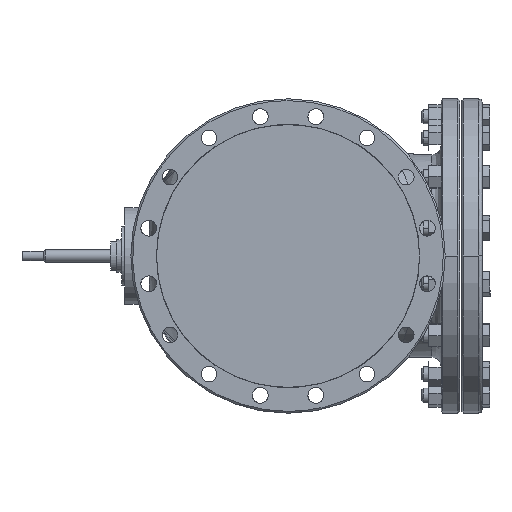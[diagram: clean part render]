
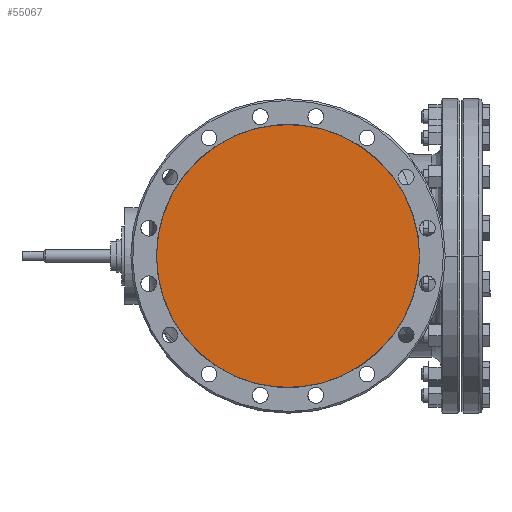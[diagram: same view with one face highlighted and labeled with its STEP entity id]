
A CAD part, left-side view. The second image highlights one B-rep face of the part: STEP entity #55067.
In plain terms, the highlighted planar face has unit normal (-1, 0, 0).
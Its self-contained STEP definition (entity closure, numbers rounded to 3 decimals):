
#79 = DIRECTION ( 'NONE',  ( 1., 0., 0. ) ) ;
#1745 = CARTESIAN_POINT ( 'NONE',  ( -393.5, -188.753, -109. ) ) ;
#3663 = CARTESIAN_POINT ( 'NONE',  ( -393.5, -195.496, 96.385 ) ) ;
#6729 = CARTESIAN_POINT ( 'NONE',  ( -393.5, -28.47, 216.098 ) ) ;
#8552 = CARTESIAN_POINT ( 'NONE',  ( -393.5, 163.862, -143.73 ) ) ;
#9717 = CARTESIAN_POINT ( 'NONE',  ( -393.5, 163.862, 143.73 ) ) ;
#10855 = EDGE_LOOP ( 'NONE', ( #84391, #47957 ) ) ;
#11503 = CARTESIAN_POINT ( 'NONE',  ( -393.5, -28.47, -216.098 ) ) ;
#12794 = CARTESIAN_POINT ( 'NONE',  ( -393.5, 202.034, -73.534 ) ) ;
#14475 = CARTESIAN_POINT ( 'NONE',  ( -393.5, -195.496, -96.385 ) ) ;
#16413 = CARTESIAN_POINT ( 'NONE',  ( -393.5, -188.753, 109. ) ) ;
#16636 = VERTEX_POINT ( 'NONE', #63856 ) ;
#17685 = VERTEX_POINT ( 'NONE', #43847 ) ;
#19401 = CARTESIAN_POINT ( 'NONE',  ( -393.5, -14.235, 217.5 ) ) ;
#21188 = CARTESIAN_POINT ( 'NONE',  ( -393.5, 143.73, -163.862 ) ) ;
#22382 = CARTESIAN_POINT ( 'NONE',  ( -393.5, 172.936, 132.673 ) ) ;
#24212 = CARTESIAN_POINT ( 'NONE',  ( -393.5, -56.394, -210.544 ) ) ;
#25551 = PLANE ( 'NONE',  #79931 ) ;
#27265 = CARTESIAN_POINT ( 'NONE',  ( -393.5, -206.391, -70.082 ) ) ;
#29183 = CARTESIAN_POINT ( 'NONE',  ( -393.5, -172.936, 132.673 ) ) ;
#30978 = CARTESIAN_POINT ( 'NONE',  ( -393.5, 217.5, 0. ) ) ;
#32169 = CARTESIAN_POINT ( 'NONE',  ( -393.5, 14.235, 217.5 ) ) ;
#33970 = CARTESIAN_POINT ( 'NONE',  ( -393.5, 132.673, -172.936 ) ) ;
#35187 = CARTESIAN_POINT ( 'NONE',  ( -393.5, 188.753, 109. ) ) ;
#37012 = CARTESIAN_POINT ( 'NONE',  ( -393.5, -70.082, -206.391 ) ) ;
#40000 = CARTESIAN_POINT ( 'NONE',  ( -393.5, -210.544, -56.394 ) ) ;
#41946 = CARTESIAN_POINT ( 'NONE',  ( -393.5, -163.862, 143.73 ) ) ;
#43776 = CARTESIAN_POINT ( 'NONE',  ( -393.5, 217.5, -14.235 ) ) ;
#43847 = CARTESIAN_POINT ( 'NONE',  ( -393.5, -217.5, 0. ) ) ;
#44978 = CARTESIAN_POINT ( 'NONE',  ( -393.5, 28.47, 216.098 ) ) ;
#45216 = EDGE_CURVE ( 'NONE', #16636, #17685, #64138, .T. ) ;
#46808 = CARTESIAN_POINT ( 'NONE',  ( -393.5, 109., -188.753 ) ) ;
#47957 = ORIENTED_EDGE ( 'NONE', *, *, #45216, .F. ) ;
#48010 = CARTESIAN_POINT ( 'NONE',  ( -393.5, 195.496, 96.385 ) ) ;
#49776 = CARTESIAN_POINT ( 'NONE',  ( -393.5, -96.385, -195.496 ) ) ;
#52770 = CARTESIAN_POINT ( 'NONE',  ( -393.5, -216.098, -28.47 ) ) ;
#54239 = FACE_OUTER_BOUND ( 'NONE', #10855, .T. ) ;
#54722 = CARTESIAN_POINT ( 'NONE',  ( -393.5, -143.73, 163.862 ) ) ;
#55067 = ADVANCED_FACE ( 'NONE', ( #54239 ), #25551, .F. ) ;
#56532 = CARTESIAN_POINT ( 'NONE',  ( -393.5, 216.098, -28.47 ) ) ;
#57729 = CARTESIAN_POINT ( 'NONE',  ( -393.5, 56.394, 210.544 ) ) ;
#59533 = CARTESIAN_POINT ( 'NONE',  ( -393.5, 96.385, -195.496 ) ) ;
#60720 = CARTESIAN_POINT ( 'NONE',  ( -393.5, 206.391, 70.082 ) ) ;
#62563 = CARTESIAN_POINT ( 'NONE',  ( -393.5, -109., -188.753 ) ) ;
#63856 = CARTESIAN_POINT ( 'NONE',  ( -393.5, 217.5, 0. ) ) ;
#64138 = B_SPLINE_CURVE_WITH_KNOTS ( 'NONE', 3,
 ( #124369, #98957, #86227, #73498, #60720, #48010, #35187, #22382, #9717, #121378, #108634, #95969, #83217, #70473, #57729, #44978, #32169, #19401, #6729, #118346, #105674, #92963, #80199, #67498, #54722, #41946, #29183, #16413, #3663, #115380, #102686, #89902, #77215, #64487 ),
 .UNSPECIFIED., .F., .F.,
 ( 4, 2, 2, 2, 2, 2, 2, 2, 2, 2, 2, 2, 2, 2, 2, 2, 4 ),
 ( 0., 0.031, 0.063, 0.094, 0.125, 0.156, 0.187, 0.219, 0.25, 0.281, 0.312, 0.344, 0.375, 0.406, 0.438, 0.469, 0.5 ),
 .UNSPECIFIED. ) ;
#64487 = CARTESIAN_POINT ( 'NONE',  ( -393.5, -217.5, 0. ) ) ;
#65589 = CARTESIAN_POINT ( 'NONE',  ( -393.5, -217.5, -14.235 ) ) ;
#67498 = CARTESIAN_POINT ( 'NONE',  ( -393.5, -132.673, 172.936 ) ) ;
#69288 = CARTESIAN_POINT ( 'NONE',  ( -393.5, 210.544, -56.394 ) ) ;
#70473 = CARTESIAN_POINT ( 'NONE',  ( -393.5, 70.082, 206.391 ) ) ;
#70743 = B_SPLINE_CURVE_WITH_KNOTS ( 'NONE', 3,
 ( #78288, #65589, #52770, #40000, #27265, #14475, #1745, #113471, #100756, #88009, #75317, #62563, #49776, #37012, #24212, #11503, #123190, #110459, #97760, #85032, #72295, #59533, #46808, #33970, #21188, #8552, #120175, #107449, #94769, #82018, #69288, #56532, #43776, #30978 ),
 .UNSPECIFIED., .F., .F.,
 ( 4, 2, 2, 2, 2, 2, 2, 2, 2, 2, 2, 2, 2, 2, 2, 2, 4 ),
 ( 0.5, 0.531, 0.563, 0.594, 0.625, 0.656, 0.688, 0.719, 0.75, 0.781, 0.813, 0.844, 0.875, 0.906, 0.938, 0.969, 1. ),
 .UNSPECIFIED. ) ;
#72295 = CARTESIAN_POINT ( 'NONE',  ( -393.5, 70.082, -206.391 ) ) ;
#73498 = CARTESIAN_POINT ( 'NONE',  ( -393.5, 210.544, 56.394 ) ) ;
#75317 = CARTESIAN_POINT ( 'NONE',  ( -393.5, -132.673, -172.936 ) ) ;
#77215 = CARTESIAN_POINT ( 'NONE',  ( -393.5, -217.5, 14.235 ) ) ;
#78288 = CARTESIAN_POINT ( 'NONE',  ( -393.5, -217.5, 0. ) ) ;
#79931 = AXIS2_PLACEMENT_3D ( 'NONE', #12794, #79, #111779 ) ;
#80199 = CARTESIAN_POINT ( 'NONE',  ( -393.5, -109., 188.753 ) ) ;
#82018 = CARTESIAN_POINT ( 'NONE',  ( -393.5, 206.391, -70.082 ) ) ;
#83217 = CARTESIAN_POINT ( 'NONE',  ( -393.5, 96.385, 195.496 ) ) ;
#84391 = ORIENTED_EDGE ( 'NONE', *, *, #115665, .F. ) ;
#85032 = CARTESIAN_POINT ( 'NONE',  ( -393.5, 56.394, -210.544 ) ) ;
#86227 = CARTESIAN_POINT ( 'NONE',  ( -393.5, 216.098, 28.47 ) ) ;
#88009 = CARTESIAN_POINT ( 'NONE',  ( -393.5, -143.73, -163.862 ) ) ;
#89902 = CARTESIAN_POINT ( 'NONE',  ( -393.5, -216.098, 28.47 ) ) ;
#92963 = CARTESIAN_POINT ( 'NONE',  ( -393.5, -96.385, 195.496 ) ) ;
#94769 = CARTESIAN_POINT ( 'NONE',  ( -393.5, 195.496, -96.385 ) ) ;
#95969 = CARTESIAN_POINT ( 'NONE',  ( -393.5, 109., 188.753 ) ) ;
#97760 = CARTESIAN_POINT ( 'NONE',  ( -393.5, 28.47, -216.098 ) ) ;
#98957 = CARTESIAN_POINT ( 'NONE',  ( -393.5, 217.5, 14.235 ) ) ;
#100756 = CARTESIAN_POINT ( 'NONE',  ( -393.5, -163.862, -143.73 ) ) ;
#102686 = CARTESIAN_POINT ( 'NONE',  ( -393.5, -210.544, 56.394 ) ) ;
#105674 = CARTESIAN_POINT ( 'NONE',  ( -393.5, -70.082, 206.391 ) ) ;
#107449 = CARTESIAN_POINT ( 'NONE',  ( -393.5, 188.753, -109. ) ) ;
#108634 = CARTESIAN_POINT ( 'NONE',  ( -393.5, 132.673, 172.936 ) ) ;
#110459 = CARTESIAN_POINT ( 'NONE',  ( -393.5, 14.235, -217.5 ) ) ;
#111779 = DIRECTION ( 'NONE',  ( 0., 1., 0. ) ) ;
#113471 = CARTESIAN_POINT ( 'NONE',  ( -393.5, -172.936, -132.673 ) ) ;
#115380 = CARTESIAN_POINT ( 'NONE',  ( -393.5, -206.391, 70.082 ) ) ;
#115665 = EDGE_CURVE ( 'NONE', #17685, #16636, #70743, .T. ) ;
#118346 = CARTESIAN_POINT ( 'NONE',  ( -393.5, -56.394, 210.544 ) ) ;
#120175 = CARTESIAN_POINT ( 'NONE',  ( -393.5, 172.936, -132.673 ) ) ;
#121378 = CARTESIAN_POINT ( 'NONE',  ( -393.5, 143.73, 163.862 ) ) ;
#123190 = CARTESIAN_POINT ( 'NONE',  ( -393.5, -14.235, -217.5 ) ) ;
#124369 = CARTESIAN_POINT ( 'NONE',  ( -393.5, 217.5, 0. ) ) ;
